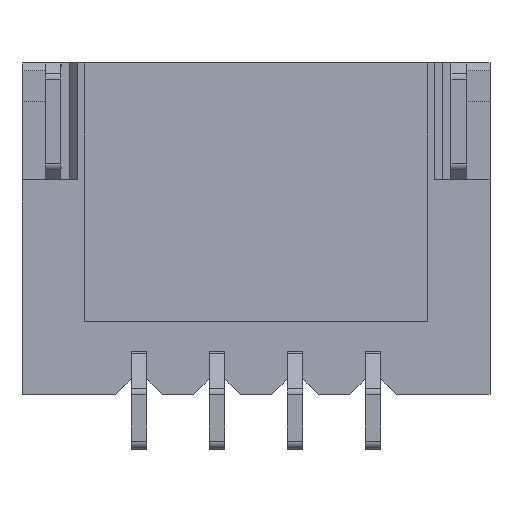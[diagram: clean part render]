
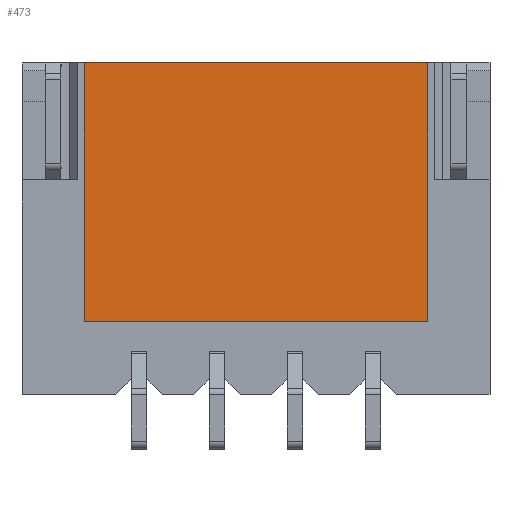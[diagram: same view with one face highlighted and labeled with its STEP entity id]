
A CAD part, front view. The second image highlights one B-rep face of the part: STEP entity #473.
In plain terms, the highlighted planar face has unit normal (0, -1, 0).
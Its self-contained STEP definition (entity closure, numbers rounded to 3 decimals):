
#294 = VERTEX_POINT('',#295);
#295 = CARTESIAN_POINT('',(-2.2,0.355,3.895));
#301 = EDGE_CURVE('',#302,#294,#304,.T.);
#302 = VERTEX_POINT('',#303);
#303 = CARTESIAN_POINT('',(2.2,0.355,3.895));
#304 = LINE('',#305,#306);
#305 = CARTESIAN_POINT('',(-3.,0.355,3.895));
#306 = VECTOR('',#307,1.);
#307 = DIRECTION('',(-1.,0.,0.));
#473 = ADVANCED_FACE('',(#474),#499,.F.);
#474 = FACE_BOUND('',#475,.T.);
#475 = EDGE_LOOP('',(#476,#486,#492,#493));
#476 = ORIENTED_EDGE('',*,*,#477,.T.);
#477 = EDGE_CURVE('',#478,#480,#482,.T.);
#478 = VERTEX_POINT('',#479);
#479 = CARTESIAN_POINT('',(-2.2,0.355,0.585));
#480 = VERTEX_POINT('',#481);
#481 = CARTESIAN_POINT('',(2.2,0.355,0.585));
#482 = LINE('',#483,#484);
#483 = CARTESIAN_POINT('',(-3.,0.355,0.585));
#484 = VECTOR('',#485,1.);
#485 = DIRECTION('',(1.,-0.,-0.));
#486 = ORIENTED_EDGE('',*,*,#487,.T.);
#487 = EDGE_CURVE('',#480,#302,#488,.T.);
#488 = LINE('',#489,#490);
#489 = CARTESIAN_POINT('',(2.2,0.355,-1.055));
#490 = VECTOR('',#491,1.);
#491 = DIRECTION('',(-0.,-0.,1.));
#492 = ORIENTED_EDGE('',*,*,#301,.T.);
#493 = ORIENTED_EDGE('',*,*,#494,.F.);
#494 = EDGE_CURVE('',#478,#294,#495,.T.);
#495 = LINE('',#496,#497);
#496 = CARTESIAN_POINT('',(-2.2,0.355,-1.055));
#497 = VECTOR('',#498,1.);
#498 = DIRECTION('',(-0.,-0.,1.));
#499 = PLANE('',#500);
#500 = AXIS2_PLACEMENT_3D('',#501,#502,#503);
#501 = CARTESIAN_POINT('',(-3.,0.355,3.895));
#502 = DIRECTION('',(0.,1.,0.));
#503 = DIRECTION('',(0.,0.,1.));
